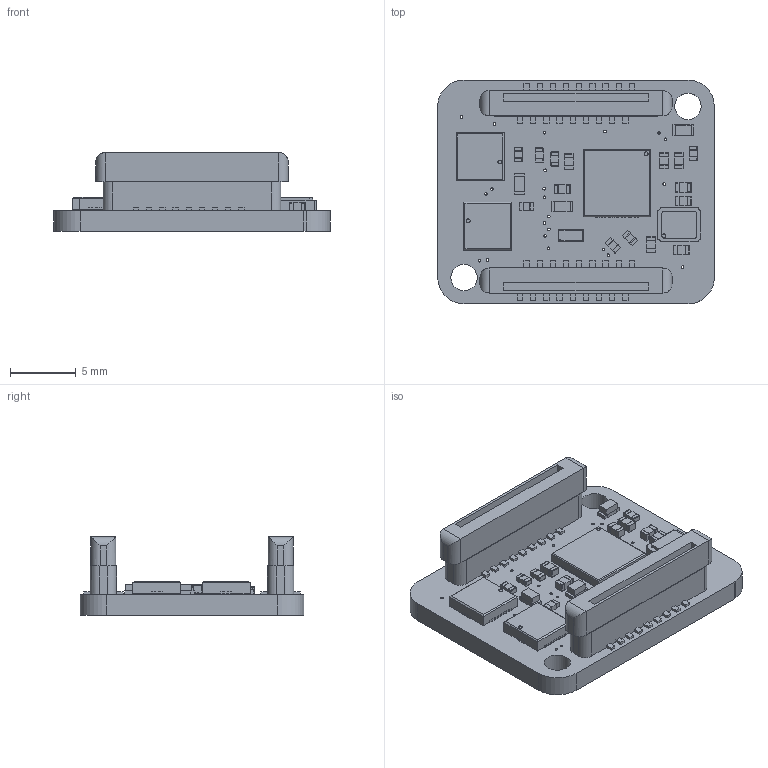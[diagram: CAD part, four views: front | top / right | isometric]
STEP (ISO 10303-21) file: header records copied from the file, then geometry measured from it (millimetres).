
FILE_DESCRIPTION(/* description */ (''),/* implementation_level */ '2;1');
FILE_NAME(/* name */ 'clvHd_EMG v14.step',/* time_stamp */ '2022-01-24T11:29:58+00:00',/* author */ (''),/* organization */ (''),/* preprocessor_version */ 'ST-DEVELOPER v18.1',/* originating_system */ 'Autodesk Translation Framework v10.13.0.1454',/* authorisation */ '');
FILE_SCHEMA (('AUTOMOTIVE_DESIGN { 1 0 10303 214 3 1 1 }'));
Length unit declared in the file: millimetre
Products named in the file (14): clvHd_EMG; Board; Packages; RSG28_3P6X3P6_TEX; SMD-3225_4P; CHIP-LED0603; R0402; C0402; R0402 (1); X05C2018TZ; X05C2018TZ (1); DSBGA; VQFN-14-CUSTOM; VQFN-14-CUSTOM (1)
Assembly tree (27 placements, depth 3):
  clvHd_EMG
    Board
    Packages
      RSG28_3P6X3P6_TEX
      SMD-3225_4P
      CHIP-LED0603  x3
      R0402
      C0402  x8
      R0402 (1)  x6
      X05C2018TZ
      X05C2018TZ (1)
      DSBGA
      VQFN-14-CUSTOM
      VQFN-14-CUSTOM (1)
Bounding box: 21 x 17 x 5.97 mm (x, y, z)
Volume: 791.1 mm3; surface area: 1743.5 mm2
Topology: 54 solids, 54 shells, 1852 faces, 4292 edges, 2590 vertices
Faces by surface type: plane 1088, cylinder 516, sphere 248
Full cylindrical faces by diameter (mm): 0.096 x1, 0.2 x57, 0.3 x3, 2 x2
Entity records: 35398 total; most frequent: CARTESIAN_POINT 5882, ORIENTED_EDGE 5736, DIRECTION 5701, EDGE_CURVE 2868, LINE 2387, VECTOR 2387, VERTEX_POINT 1838, AXIS2_PLACEMENT_3D 1657
